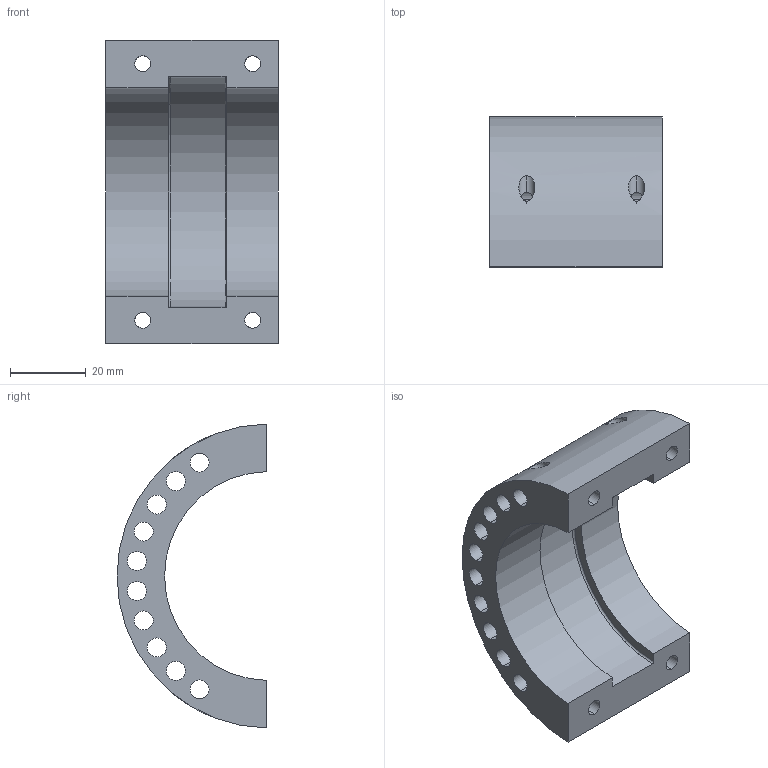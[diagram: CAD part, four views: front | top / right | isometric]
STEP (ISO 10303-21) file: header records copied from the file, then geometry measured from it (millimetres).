
FILE_DESCRIPTION (( 'STEP AP203' ), '1' );
FILE_NAME ('demi coquille part 2.STEP', '2021-09-28T12:24:56', ( '' ), ( '' ), 'SwSTEP 2.0', 'SolidWorks 2020', '' );
FILE_SCHEMA (( 'CONFIG_CONTROL_DESIGN' ));
Length unit declared in the file: millimetre
Products named in the file (1): demi coquille part 2
Bounding box: 45.4 x 39.45 x 79.99 mm (x, y, z)
Volume: 45343.2 mm3; surface area: 21434.9 mm2
Topology: 1 solids, 1 shells, 40 faces, 138 edges, 92 vertices
Faces by surface type: cylinder 32, plane 6, torus 2
Entity records: 2097 total; most frequent: CARTESIAN_POINT 755, ORIENTED_EDGE 276, DIRECTION 250, EDGE_CURVE 138, AXIS2_PLACEMENT_3D 99, VERTEX_POINT 92, EDGE_LOOP 68, CIRCLE 58
